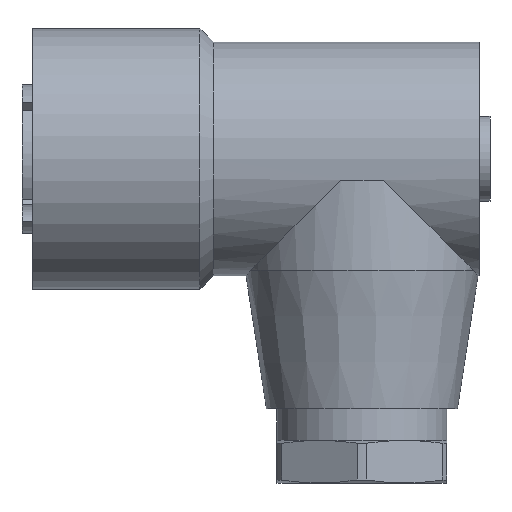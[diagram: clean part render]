
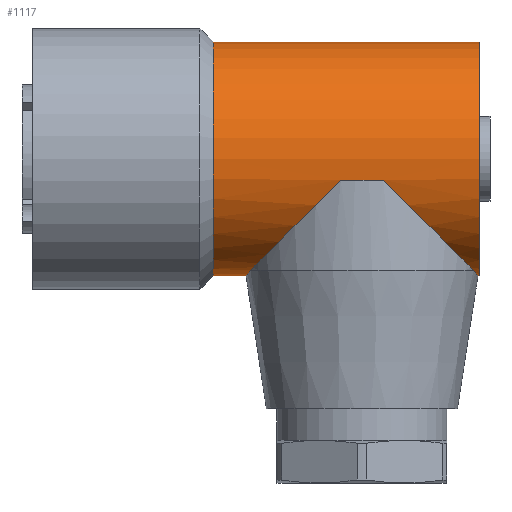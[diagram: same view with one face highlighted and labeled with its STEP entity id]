
A CAD part, top view. The second image highlights one B-rep face of the part: STEP entity #1117.
In plain terms, the highlighted cylindrical face has radius 11 mm (diameter 22 mm), a full revolution.
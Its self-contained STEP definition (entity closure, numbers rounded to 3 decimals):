
#20=ELLIPSE('',#1245,15.556,11.);
#21=ELLIPSE('',#1246,15.556,11.);
#22=ELLIPSE('',#1247,15.556,11.);
#23=ELLIPSE('',#1248,15.556,11.);
#80=B_SPLINE_CURVE_WITH_KNOTS('',3,(#1952,#1953,#1954,#1955,#1956),
 .UNSPECIFIED.,.F.,.F.,(4,1,4),(0.,0.003,
0.007),.UNSPECIFIED.);
#81=B_SPLINE_CURVE_WITH_KNOTS('',3,(#1965,#1966,#1967,#1968,#1969),
 .UNSPECIFIED.,.F.,.F.,(4,1,4),(0.,0.003,
0.007),.UNSPECIFIED.);
#129=LINE('',#1961,#179);
#130=LINE('',#1973,#180);
#179=VECTOR('',#1492,1000.);
#180=VECTOR('',#1497,1000.);
#294=ORIENTED_EDGE('',*,*,#598,.F.);
#295=ORIENTED_EDGE('',*,*,#599,.T.);
#296=ORIENTED_EDGE('',*,*,#600,.F.);
#297=ORIENTED_EDGE('',*,*,#601,.F.);
#298=ORIENTED_EDGE('',*,*,#602,.F.);
#299=ORIENTED_EDGE('',*,*,#603,.F.);
#300=ORIENTED_EDGE('',*,*,#604,.F.);
#301=ORIENTED_EDGE('',*,*,#605,.F.);
#302=ORIENTED_EDGE('',*,*,#606,.F.);
#303=ORIENTED_EDGE('',*,*,#607,.F.);
#598=EDGE_CURVE('',#737,#737,#815,.T.);
#599=EDGE_CURVE('',#738,#738,#816,.T.);
#600=EDGE_CURVE('',#739,#740,#80,.T.);
#601=EDGE_CURVE('',#741,#739,#20,.F.);
#602=EDGE_CURVE('',#742,#741,#129,.T.);
#603=EDGE_CURVE('',#743,#742,#21,.T.);
#604=EDGE_CURVE('',#744,#743,#81,.T.);
#605=EDGE_CURVE('',#745,#744,#22,.T.);
#606=EDGE_CURVE('',#746,#745,#130,.F.);
#607=EDGE_CURVE('',#740,#746,#23,.F.);
#737=VERTEX_POINT('',#1949);
#738=VERTEX_POINT('',#1951);
#739=VERTEX_POINT('',#1957);
#740=VERTEX_POINT('',#1958);
#741=VERTEX_POINT('',#1960);
#742=VERTEX_POINT('',#1962);
#743=VERTEX_POINT('',#1964);
#744=VERTEX_POINT('',#1970);
#745=VERTEX_POINT('',#1972);
#746=VERTEX_POINT('',#1974);
#815=CIRCLE('',#1243,11.);
#816=CIRCLE('',#1244,11.);
#880=EDGE_LOOP('',(#294));
#881=EDGE_LOOP('',(#295));
#882=EDGE_LOOP('',(#296,#297,#298,#299,#300,#301,#302,#303));
#986=FACE_BOUND('',#880,.T.);
#987=FACE_BOUND('',#881,.T.);
#988=FACE_BOUND('',#882,.T.);
#1076=CYLINDRICAL_SURFACE('',#1242,11.);
#1117=ADVANCED_FACE('',(#986,#987,#988),#1076,.T.);
#1242=AXIS2_PLACEMENT_3D('',#1947,#1484,#1485);
#1243=AXIS2_PLACEMENT_3D('',#1948,#1486,#1487);
#1244=AXIS2_PLACEMENT_3D('',#1950,#1488,#1489);
#1245=AXIS2_PLACEMENT_3D('',#1959,#1490,#1491);
#1246=AXIS2_PLACEMENT_3D('',#1963,#1493,#1494);
#1247=AXIS2_PLACEMENT_3D('',#1971,#1495,#1496);
#1248=AXIS2_PLACEMENT_3D('',#1975,#1498,#1499);
#1484=DIRECTION('',(1.,0.,0.));
#1485=DIRECTION('',(0.,0.,-1.));
#1486=DIRECTION('',(1.,0.,0.));
#1487=DIRECTION('',(0.,0.,-1.));
#1488=DIRECTION('',(1.,0.,0.));
#1489=DIRECTION('',(0.,0.,-1.));
#1490=DIRECTION('',(0.707,0.707,0.));
#1491=DIRECTION('',(0.707,-0.707,0.));
#1492=DIRECTION('',(1.,0.,0.));
#1493=DIRECTION('',(0.707,-0.707,0.));
#1494=DIRECTION('',(0.707,0.707,0.));
#1495=DIRECTION('',(0.707,-0.707,0.));
#1496=DIRECTION('',(0.707,0.707,0.));
#1497=DIRECTION('',(1.,0.,0.));
#1498=DIRECTION('',(0.707,0.707,0.));
#1499=DIRECTION('',(0.707,-0.707,0.));
#1947=CARTESIAN_POINT('',(43.05,0.,0.));
#1948=CARTESIAN_POINT('',(42.05,0.,0.));
#1949=CARTESIAN_POINT('',(42.05,0.,-11.));
#1950=CARTESIAN_POINT('',(17.,0.,0.));
#1951=CARTESIAN_POINT('',(17.,0.,-11.));
#1952=CARTESIAN_POINT('',(41.5,-10.5,-3.279));
#1953=CARTESIAN_POINT('',(41.774,-10.827,-2.232));
#1954=CARTESIAN_POINT('',(42.072,-11.173,-0.001));
#1955=CARTESIAN_POINT('',(41.774,-10.827,2.232));
#1956=CARTESIAN_POINT('',(41.5,-10.5,3.279));
#1957=CARTESIAN_POINT('',(41.5,-10.5,-3.279));
#1958=CARTESIAN_POINT('',(41.5,-10.5,3.279));
#1959=CARTESIAN_POINT('',(31.,0.,0.));
#1960=CARTESIAN_POINT('',(33.,-2.,-10.817));
#1961=CARTESIAN_POINT('',(43.05,-2.,-10.817));
#1962=CARTESIAN_POINT('',(29.,-2.,-10.817));
#1963=CARTESIAN_POINT('',(31.,0.,0.));
#1964=CARTESIAN_POINT('',(20.5,-10.5,-3.279));
#1965=CARTESIAN_POINT('',(20.5,-10.5,3.279));
#1966=CARTESIAN_POINT('',(20.226,-10.827,2.232));
#1967=CARTESIAN_POINT('',(19.928,-11.173,0.001));
#1968=CARTESIAN_POINT('',(20.226,-10.827,-2.232));
#1969=CARTESIAN_POINT('',(20.5,-10.5,-3.279));
#1970=CARTESIAN_POINT('',(20.5,-10.5,3.279));
#1971=CARTESIAN_POINT('',(31.,0.,0.));
#1972=CARTESIAN_POINT('',(29.,-2.,10.817));
#1973=CARTESIAN_POINT('',(43.05,-2.,10.817));
#1974=CARTESIAN_POINT('',(33.,-2.,10.817));
#1975=CARTESIAN_POINT('',(31.,0.,0.));
